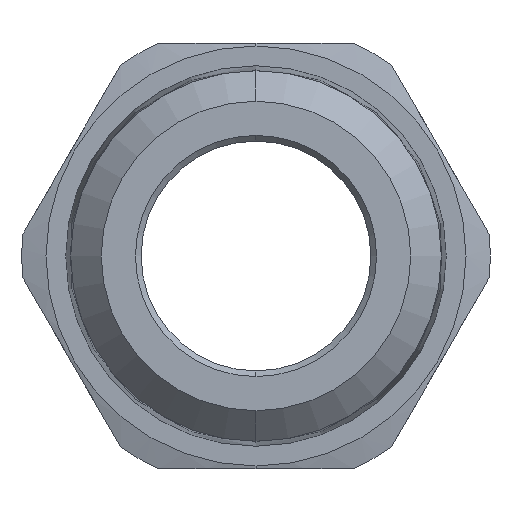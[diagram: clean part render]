
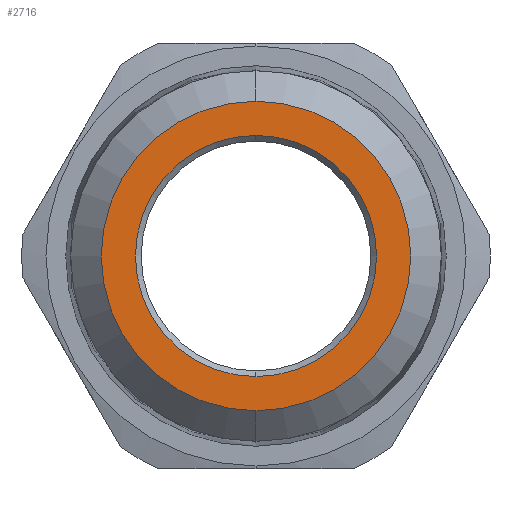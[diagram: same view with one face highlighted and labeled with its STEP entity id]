
A CAD part, left-side view. The second image highlights one B-rep face of the part: STEP entity #2716.
In plain terms, the highlighted planar face has unit normal (-1, 0, 0).
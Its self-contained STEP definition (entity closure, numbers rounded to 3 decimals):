
#20 = VERTEX_POINT ( 'NONE', #1403 ) ;
#40 = AXIS2_PLACEMENT_3D ( 'NONE', #3785, #1211, #2470 ) ;
#172 = CARTESIAN_POINT ( 'NONE',  ( 0., 0., 0. ) ) ;
#226 = VERTEX_POINT ( 'NONE', #1811 ) ;
#256 = AXIS2_PLACEMENT_3D ( 'NONE', #3321, #3656, #700 ) ;
#258 = CIRCLE ( 'NONE', #256, 13.671 ) ;
#296 = CARTESIAN_POINT ( 'NONE',  ( 0., 0., -10.65 ) ) ;
#327 = CIRCLE ( 'NONE', #2596, 10.65 ) ;
#328 = CARTESIAN_POINT ( 'NONE',  ( 0., 0., 13.671 ) ) ;
#512 = PLANE ( 'NONE',  #40 ) ;
#539 = FACE_OUTER_BOUND ( 'NONE', #2462, .T. ) ;
#655 = DIRECTION ( 'NONE',  ( 0., 0., -1. ) ) ;
#700 = DIRECTION ( 'NONE',  ( 0., 0., -1. ) ) ;
#743 = CIRCLE ( 'NONE', #3113, 13.671 ) ;
#755 = VERTEX_POINT ( 'NONE', #296 ) ;
#771 = VERTEX_POINT ( 'NONE', #328 ) ;
#796 = DIRECTION ( 'NONE',  ( -1., 0., 0. ) ) ;
#1172 = ORIENTED_EDGE ( 'NONE', *, *, #2871, .T. ) ;
#1211 = DIRECTION ( 'NONE',  ( 1., 0., 0. ) ) ;
#1403 = CARTESIAN_POINT ( 'NONE',  ( 0., 0., -13.671 ) ) ;
#1649 = CARTESIAN_POINT ( 'NONE',  ( 0., 0., 0. ) ) ;
#1811 = CARTESIAN_POINT ( 'NONE',  ( 0., 0., 10.65 ) ) ;
#1838 = EDGE_CURVE ( 'NONE', #20, #771, #743, .T. ) ;
#2195 = DIRECTION ( 'NONE',  ( 0., 0., -1. ) ) ;
#2315 = AXIS2_PLACEMENT_3D ( 'NONE', #3093, #2801, #3447 ) ;
#2358 = EDGE_CURVE ( 'NONE', #226, #755, #327, .T. ) ;
#2404 = EDGE_LOOP ( 'NONE', ( #4173, #4136 ) ) ;
#2462 = EDGE_LOOP ( 'NONE', ( #2941, #1172 ) ) ;
#2470 = DIRECTION ( 'NONE',  ( 0., 0., -1. ) ) ;
#2596 = AXIS2_PLACEMENT_3D ( 'NONE', #1649, #3567, #655 ) ;
#2716 = ADVANCED_FACE ( 'NONE', ( #539, #3950 ), #512, .F. ) ;
#2743 = CIRCLE ( 'NONE', #2315, 10.65 ) ;
#2801 = DIRECTION ( 'NONE',  ( 1., 0., 0. ) ) ;
#2871 = EDGE_CURVE ( 'NONE', #771, #20, #258, .T. ) ;
#2941 = ORIENTED_EDGE ( 'NONE', *, *, #1838, .T. ) ;
#3093 = CARTESIAN_POINT ( 'NONE',  ( 0., 0., 0. ) ) ;
#3113 = AXIS2_PLACEMENT_3D ( 'NONE', #172, #796, #2195 ) ;
#3321 = CARTESIAN_POINT ( 'NONE',  ( 0., 0., 0. ) ) ;
#3447 = DIRECTION ( 'NONE',  ( 0., 0., -1. ) ) ;
#3567 = DIRECTION ( 'NONE',  ( 1., 0., 0. ) ) ;
#3656 = DIRECTION ( 'NONE',  ( -1., 0., 0. ) ) ;
#3785 = CARTESIAN_POINT ( 'NONE',  ( 0., 0., 0. ) ) ;
#3950 = FACE_BOUND ( 'NONE', #2404, .T. ) ;
#4053 = EDGE_CURVE ( 'NONE', #755, #226, #2743, .T. ) ;
#4136 = ORIENTED_EDGE ( 'NONE', *, *, #4053, .T. ) ;
#4173 = ORIENTED_EDGE ( 'NONE', *, *, #2358, .T. ) ;
